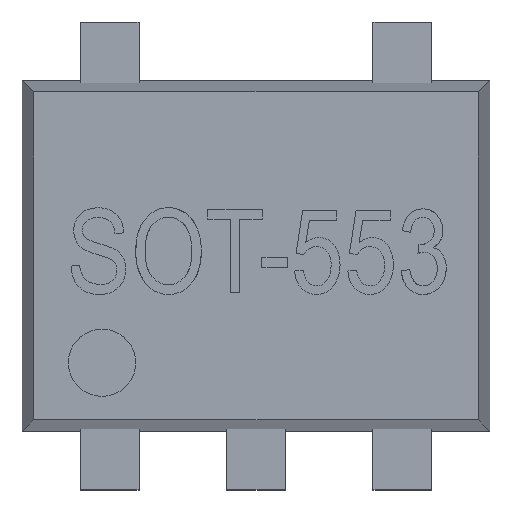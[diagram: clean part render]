
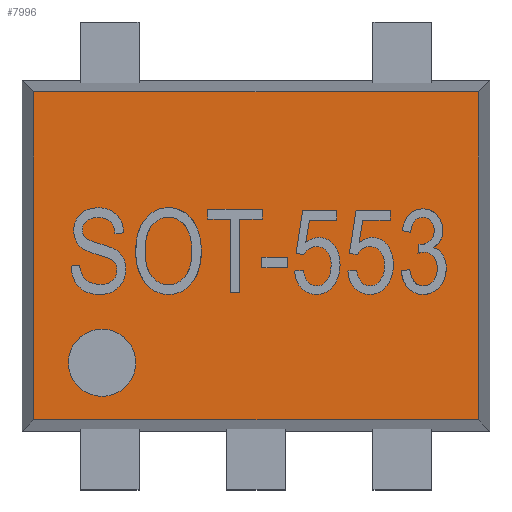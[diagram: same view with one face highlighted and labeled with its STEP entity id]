
A CAD part, top view. The second image highlights one B-rep face of the part: STEP entity #7996.
In plain terms, the highlighted planar face has unit normal (0, 0, 1).
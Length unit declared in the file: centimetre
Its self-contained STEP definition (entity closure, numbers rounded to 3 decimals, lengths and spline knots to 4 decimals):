
#98 = VERTEX_POINT ( 'NONE', #871 ) ;
#303 = VERTEX_POINT ( 'NONE', #4440 ) ;
#379 = DIRECTION ( 'NONE',  ( -1., 0., 0. ) ) ;
#443 = AXIS2_PLACEMENT_3D ( 'NONE', #8817, #4572, #379 ) ;
#560 = ORIENTED_EDGE ( 'NONE', *, *, #3365, .F. ) ;
#871 = CARTESIAN_POINT ( 'NONE',  ( -0.0761, -0.0561, 0.045 ) ) ;
#929 = VERTEX_POINT ( 'NONE', #3397 ) ;
#1277 = FACE_OUTER_BOUND ( 'NONE', #4733, .T. ) ;
#1371 = CARTESIAN_POINT ( 'NONE',  ( -0.0761, 0.0561, 0.045 ) ) ;
#1559 = LINE ( 'NONE', #1945, #3472 ) ;
#1675 = LINE ( 'NONE', #7601, #5419 ) ;
#1694 = CARTESIAN_POINT ( 'NONE',  ( -0.0526, -0.0366, 0.045 ) ) ;
#1945 = CARTESIAN_POINT ( 'NONE',  ( -0.0761, -0.06, 0.045 ) ) ;
#2409 = DIRECTION ( 'NONE',  ( -1., 0., 0. ) ) ;
#2724 = CARTESIAN_POINT ( 'NONE',  ( 0., 0., 0.045 ) ) ;
#2749 = VERTEX_POINT ( 'NONE', #3443 ) ;
#2820 = EDGE_LOOP ( 'NONE', ( #4498, #8134 ) ) ;
#2845 = CARTESIAN_POINT ( 'NONE',  ( 0.0761, 0.06, 0.045 ) ) ;
#3365 = EDGE_CURVE ( 'NONE', #303, #4377, #4532, .T. ) ;
#3397 = CARTESIAN_POINT ( 'NONE',  ( -0.0411, -0.0366, 0.045 ) ) ;
#3413 = PLANE ( 'NONE',  #4625 ) ;
#3435 = DIRECTION ( 'NONE',  ( 1., 0., 0. ) ) ;
#3440 = DIRECTION ( 'NONE',  ( 1., 0., 0. ) ) ;
#3443 = CARTESIAN_POINT ( 'NONE',  ( -0.0641, -0.0366, 0.045 ) ) ;
#3472 = VECTOR ( 'NONE', #8285, 100. ) ;
#4192 = VECTOR ( 'NONE', #8586, 100. ) ;
#4233 = DIRECTION ( 'NONE',  ( 0., -1., 0. ) ) ;
#4236 = VERTEX_POINT ( 'NONE', #1371 ) ;
#4303 = AXIS2_PLACEMENT_3D ( 'NONE', #1694, #6631, #2409 ) ;
#4311 = ORIENTED_EDGE ( 'NONE', *, *, #5974, .F. ) ;
#4371 = CARTESIAN_POINT ( 'NONE',  ( 0.0761, -0.0561, 0.045 ) ) ;
#4377 = VERTEX_POINT ( 'NONE', #4371 ) ;
#4440 = CARTESIAN_POINT ( 'NONE',  ( 0.0761, 0.0561, 0.045 ) ) ;
#4498 = ORIENTED_EDGE ( 'NONE', *, *, #5743, .T. ) ;
#4532 = LINE ( 'NONE', #2845, #6228 ) ;
#4572 = DIRECTION ( 'NONE',  ( 0., 0., -1. ) ) ;
#4625 = AXIS2_PLACEMENT_3D ( 'NONE', #2724, #7609, #3440 ) ;
#4733 = EDGE_LOOP ( 'NONE', ( #6709, #560, #4311, #8011 ) ) ;
#5419 = VECTOR ( 'NONE', #3435, 100. ) ;
#5743 = EDGE_CURVE ( 'NONE', #2749, #929, #6939, .T. ) ;
#5974 = EDGE_CURVE ( 'NONE', #4236, #303, #1675, .T. ) ;
#6042 = LINE ( 'NONE', #6475, #4192 ) ;
#6228 = VECTOR ( 'NONE', #4233, 100. ) ;
#6475 = CARTESIAN_POINT ( 'NONE',  ( 0.08, -0.0561, 0.045 ) ) ;
#6631 = DIRECTION ( 'NONE',  ( 0., 0., -1. ) ) ;
#6709 = ORIENTED_EDGE ( 'NONE', *, *, #8876, .F. ) ;
#6939 = CIRCLE ( 'NONE', #443, 0.0115 ) ;
#7601 = CARTESIAN_POINT ( 'NONE',  ( -0.08, 0.0561, 0.045 ) ) ;
#7609 = DIRECTION ( 'NONE',  ( 0., 0., 1. ) ) ;
#7996 = ADVANCED_FACE ( 'NONE', ( #1277, #8551 ), #3413, .T. ) ;
#8011 = ORIENTED_EDGE ( 'NONE', *, *, #8643, .F. ) ;
#8134 = ORIENTED_EDGE ( 'NONE', *, *, #8339, .T. ) ;
#8285 = DIRECTION ( 'NONE',  ( 0., 1., 0. ) ) ;
#8339 = EDGE_CURVE ( 'NONE', #929, #2749, #8959, .T. ) ;
#8551 = FACE_BOUND ( 'NONE', #2820, .T. ) ;
#8586 = DIRECTION ( 'NONE',  ( -1., 0., 0. ) ) ;
#8643 = EDGE_CURVE ( 'NONE', #98, #4236, #1559, .T. ) ;
#8817 = CARTESIAN_POINT ( 'NONE',  ( -0.0526, -0.0366, 0.045 ) ) ;
#8876 = EDGE_CURVE ( 'NONE', #4377, #98, #6042, .T. ) ;
#8959 = CIRCLE ( 'NONE', #4303, 0.0115 ) ;
